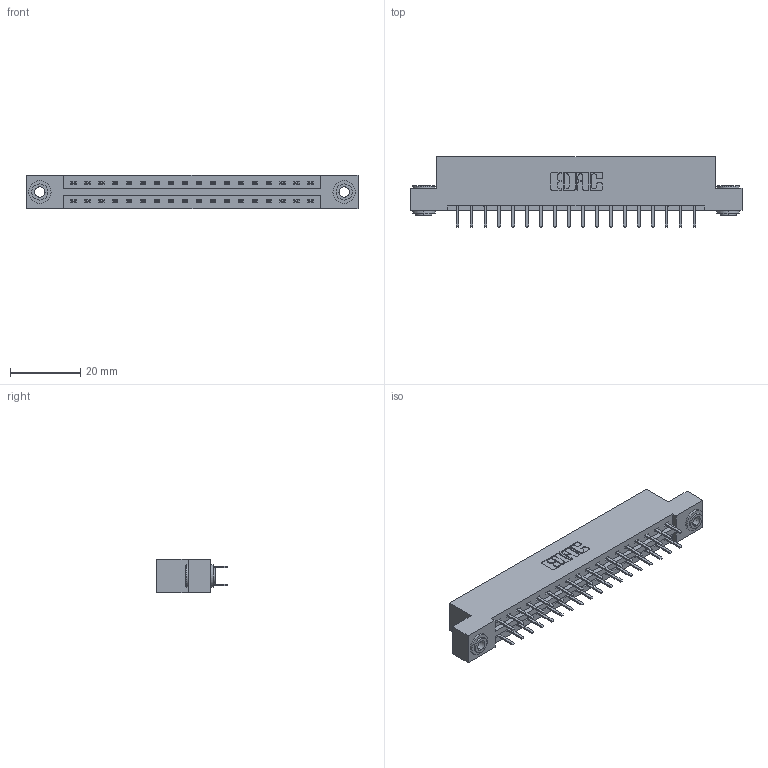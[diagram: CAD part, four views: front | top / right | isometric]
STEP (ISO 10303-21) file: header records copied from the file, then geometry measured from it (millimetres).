
FILE_DESCRIPTION (( 'STEP AP203' ), '1' );
FILE_NAME ('337-036-520-203.STEP', '2019-10-08T20:36:17', ( '' ), ( '' ), 'SwSTEP 2.0', 'SolidWorks 2016', '' );
FILE_SCHEMA (( 'CONFIG_CONTROL_DESIGN' ));
Length unit declared in the file: inch
Products named in the file (4): 337 Part_Flush Mounting Lugs - 0.156 Dia-TH; 337-036-520-203; 345-250-002_345-250-002-102; 345-292-001_345-293-120
Assembly tree (39 placements, depth 2):
  337-036-520-203
    337 Part_Flush Mounting Lugs - 0.156 Dia-TH
    345-292-001_345-293-120  x36
    345-250-002_345-250-002-102  x2
Bounding box: 94.34 x 20.02 x 9.4 mm (x, y, z)
Volume: 9625.9 mm3; surface area: 10828.3 mm2
Topology: 39 solids, 39 shells, 2240 faces, 6471 edges, 4214 vertices
Faces by surface type: plane 1520, cylinder 712, cone 8
Entity records: 17824 total; most frequent: CARTESIAN_POINT 3009, ORIENTED_EDGE 2926, DIRECTION 2625, EDGE_CURVE 1463, LINE 1307, VECTOR 1307, VERTEX_POINT 970, AXIS2_PLACEMENT_3D 659
